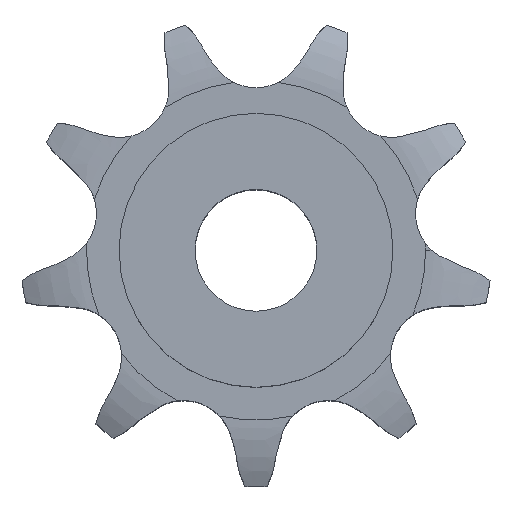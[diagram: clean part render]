
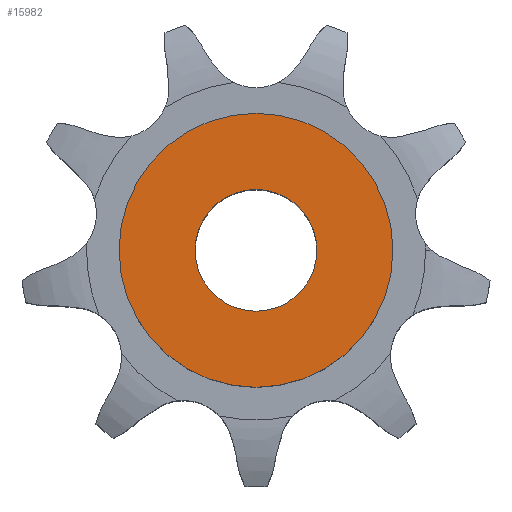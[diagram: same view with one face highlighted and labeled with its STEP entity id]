
A CAD part, top view. The second image highlights one B-rep face of the part: STEP entity #15982.
In plain terms, the highlighted planar face has unit normal (0, 0, 1).
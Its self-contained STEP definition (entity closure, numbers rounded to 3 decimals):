
#8688 = CYLINDRICAL_SURFACE('',#8689,4.);
#8689 = AXIS2_PLACEMENT_3D('',#8690,#8691,#8692);
#8690 = CARTESIAN_POINT('',(0.,0.,59.902));
#8691 = DIRECTION('',(0.,0.,1.));
#8692 = DIRECTION('',(1.,0.,0.));
#10945 = EDGE_CURVE('',#10946,#10946,#10948,.T.);
#10946 = VERTEX_POINT('',#10947);
#10947 = CARTESIAN_POINT('',(4.,0.,22.));
#10948 = SURFACE_CURVE('',#10949,(#10954,#10961),.PCURVE_S1.);
#10949 = CIRCLE('',#10950,4.);
#10950 = AXIS2_PLACEMENT_3D('',#10951,#10952,#10953);
#10951 = CARTESIAN_POINT('',(0.,0.,22.));
#10952 = DIRECTION('',(0.,0.,1.));
#10953 = DIRECTION('',(1.,0.,0.));
#10954 = PCURVE('',#8688,#10955);
#10955 = DEFINITIONAL_REPRESENTATION('',(#10956),#10960);
#10956 = LINE('',#10957,#10958);
#10957 = CARTESIAN_POINT('',(0.,-37.902));
#10958 = VECTOR('',#10959,1.);
#10959 = DIRECTION('',(1.,0.));
#10960 = ( GEOMETRIC_REPRESENTATION_CONTEXT(2) 
PARAMETRIC_REPRESENTATION_CONTEXT() REPRESENTATION_CONTEXT('2D SPACE',''
  ) );
#10961 = PCURVE('',#10962,#10967);
#10962 = PLANE('',#10963);
#10963 = AXIS2_PLACEMENT_3D('',#10964,#10965,#10966);
#10964 = CARTESIAN_POINT('',(0.,0.,22.)
  );
#10965 = DIRECTION('',(0.,0.,1.));
#10966 = DIRECTION('',(1.,0.,0.));
#10967 = DEFINITIONAL_REPRESENTATION('',(#10968),#10972);
#10968 = CIRCLE('',#10969,4.);
#10969 = AXIS2_PLACEMENT_2D('',#10970,#10971);
#10970 = CARTESIAN_POINT('',(0.,0.));
#10971 = DIRECTION('',(1.,0.));
#10972 = ( GEOMETRIC_REPRESENTATION_CONTEXT(2) 
PARAMETRIC_REPRESENTATION_CONTEXT() REPRESENTATION_CONTEXT('2D SPACE',''
  ) );
#15982 = ADVANCED_FACE('',(#15983,#16014),#10962,.T.);
#15983 = FACE_BOUND('',#15984,.T.);
#15984 = EDGE_LOOP('',(#15985));
#15985 = ORIENTED_EDGE('',*,*,#15986,.T.);
#15986 = EDGE_CURVE('',#15987,#15987,#15989,.T.);
#15987 = VERTEX_POINT('',#15988);
#15988 = CARTESIAN_POINT('',(9.,0.,22.));
#15989 = SURFACE_CURVE('',#15990,(#15995,#16002),.PCURVE_S1.);
#15990 = CIRCLE('',#15991,9.);
#15991 = AXIS2_PLACEMENT_3D('',#15992,#15993,#15994);
#15992 = CARTESIAN_POINT('',(0.,0.,22.));
#15993 = DIRECTION('',(0.,0.,1.));
#15994 = DIRECTION('',(1.,0.,0.));
#15995 = PCURVE('',#10962,#15996);
#15996 = DEFINITIONAL_REPRESENTATION('',(#15997),#16001);
#15997 = CIRCLE('',#15998,9.);
#15998 = AXIS2_PLACEMENT_2D('',#15999,#16000);
#15999 = CARTESIAN_POINT('',(0.,0.));
#16000 = DIRECTION('',(1.,0.));
#16001 = ( GEOMETRIC_REPRESENTATION_CONTEXT(2) 
PARAMETRIC_REPRESENTATION_CONTEXT() REPRESENTATION_CONTEXT('2D SPACE',''
  ) );
#16002 = PCURVE('',#16003,#16008);
#16003 = CYLINDRICAL_SURFACE('',#16004,9.);
#16004 = AXIS2_PLACEMENT_3D('',#16005,#16006,#16007);
#16005 = CARTESIAN_POINT('',(0.,0.,0.));
#16006 = DIRECTION('',(-0.,-0.,-1.));
#16007 = DIRECTION('',(1.,0.,0.));
#16008 = DEFINITIONAL_REPRESENTATION('',(#16009),#16013);
#16009 = LINE('',#16010,#16011);
#16010 = CARTESIAN_POINT('',(-0.,-22.));
#16011 = VECTOR('',#16012,1.);
#16012 = DIRECTION('',(-1.,0.));
#16013 = ( GEOMETRIC_REPRESENTATION_CONTEXT(2) 
PARAMETRIC_REPRESENTATION_CONTEXT() REPRESENTATION_CONTEXT('2D SPACE',''
  ) );
#16014 = FACE_BOUND('',#16015,.T.);
#16015 = EDGE_LOOP('',(#16016));
#16016 = ORIENTED_EDGE('',*,*,#10945,.F.);
